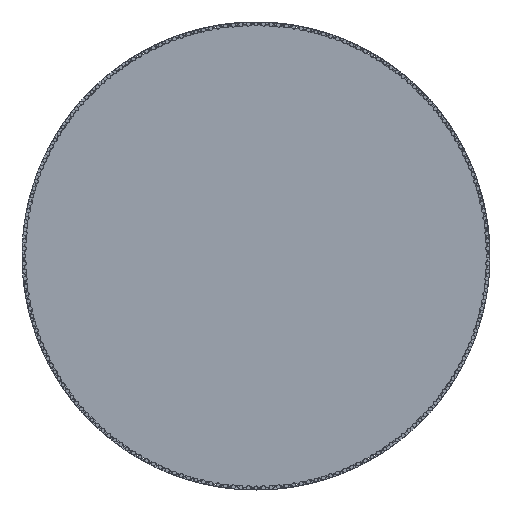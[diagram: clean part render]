
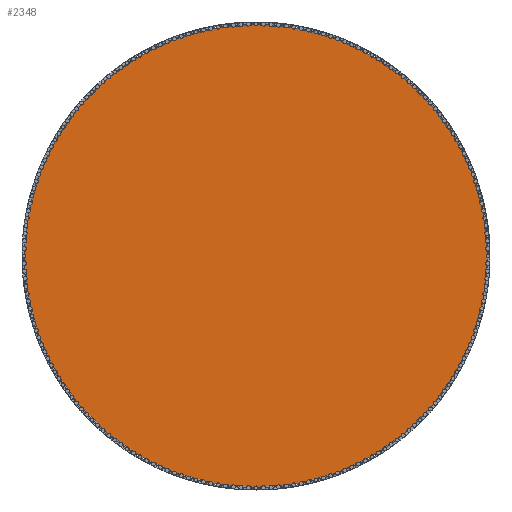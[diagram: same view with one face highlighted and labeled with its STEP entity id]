
A CAD part, top view. The second image highlights one B-rep face of the part: STEP entity #2348.
In plain terms, the highlighted planar face has unit normal (0, 0, 1).
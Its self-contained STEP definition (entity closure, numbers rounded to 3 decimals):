
#796=PLANE('',#29497);
#2348=ADVANCED_FACE('',(#3902),#796,.T.);
#3902=FACE_OUTER_BOUND('',#5458,.F.);
#5458=EDGE_LOOP('',(#12807,#12808));
#12807=ORIENTED_EDGE('',*,*,#19410,.T.);
#12808=ORIENTED_EDGE('',*,*,#19409,.T.);
#19409=EDGE_CURVE('',#22506,#22505,#22503,.T.);
#19410=EDGE_CURVE('',#22505,#22506,#22504,.T.);
#22503=CIRCLE('',#27944,174.3);
#22504=CIRCLE('',#27945,174.3);
#22505=VERTEX_POINT('',#39582);
#22506=VERTEX_POINT('',#39583);
#27944=AXIS2_PLACEMENT_3D('',#45768,#36462,#36463);
#27945=AXIS2_PLACEMENT_3D('',#45769,#36464,#36465);
#29497=AXIS2_PLACEMENT_3D('',#47323,#39570,#39571);
#36462=DIRECTION('',(0.,0.,-1.));
#36463=DIRECTION('',(1.,0.,0.));
#36464=DIRECTION('',(0.,0.,-1.));
#36465=DIRECTION('',(-1.,0.,0.));
#39570=DIRECTION('',(0.,0.,1.));
#39571=DIRECTION('',(-1.,0.,0.));
#39582=CARTESIAN_POINT('',(-174.3,0.,5.));
#39583=CARTESIAN_POINT('',(174.3,0.,5.));
#45768=CARTESIAN_POINT('',(0.,0.,5.));
#45769=CARTESIAN_POINT('',(0.,0.,5.));
#47323=CARTESIAN_POINT('',(178.014,-177.79,
5.));
